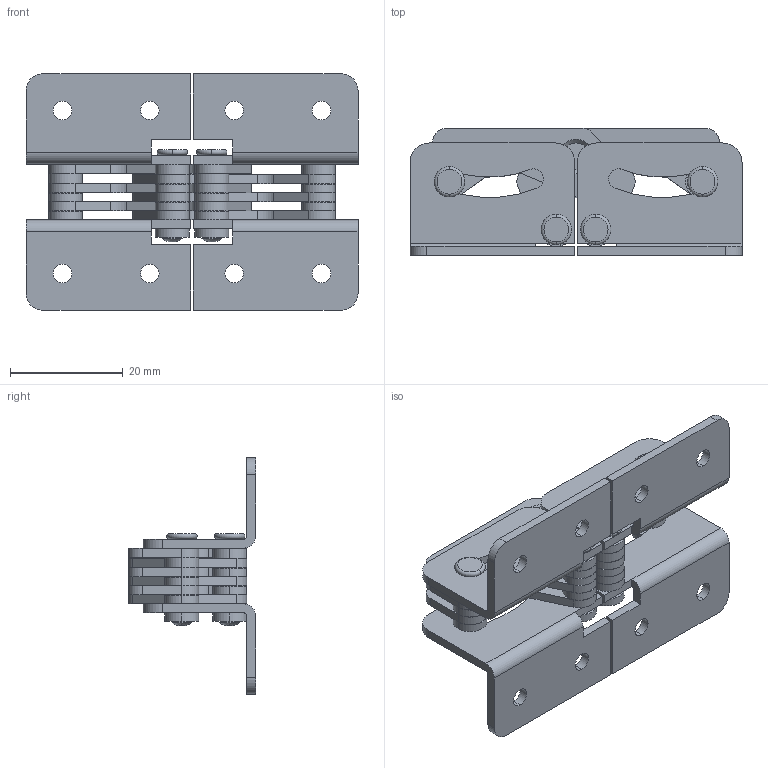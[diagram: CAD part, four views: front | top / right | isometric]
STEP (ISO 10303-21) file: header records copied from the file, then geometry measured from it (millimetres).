
FILE_DESCRIPTION (( 'STEP AP203' ), '1' );
FILE_NAME ('B-10-1.STEP', '2008-09-18T13:21:51', ( ' ' ), ( ' ' ), 'SwSTEP 2.0', 'SolidWorks 2007', '' );
FILE_SCHEMA (( 'CONFIG_CONTROL_DESIGN' ));
Length unit declared in the file: millimetre
Products named in the file (8): B-10-1僽儔働僢僩A_棉太倌; B-10-1斅_棉太倌; B-10-1; B-10-1僽儔働僢僩B_棉太倌; B-10-1僇儔乕B_棉太倌; B-10-1僇儔乕A_棉太倌; B-10-1僺儞B_棉太倌; B-10-1僺儞_棉太倌
Assembly tree (31 placements, depth 2):
  B-10-1
    B-10-1僇儔乕A_棉太倌  x12
    B-10-1僽儔働僢僩A_棉太倌  x2
    B-10-1斅_棉太倌  x6
    B-10-1僺儞B_棉太倌
    B-10-1僇儔乕B_棉太倌  x4
    B-10-1僺儞_棉太倌  x4
    B-10-1僽儔働僢僩B_棉太倌  x2
Bounding box: 59 x 22.6 x 42 mm (x, y, z)
Volume: 10176.5 mm3; surface area: 16342.6 mm2
Topology: 31 solids, 31 shells, 412 faces, 1012 edges, 662 vertices
Faces by surface type: cylinder 224, plane 148, cone 24, torus 8, sphere 8
Entity records: 5107 total; most frequent: DIRECTION 717, CARTESIAN_POINT 616, ORIENTED_EDGE 566, AXIS2_PLACEMENT_3D 286, EDGE_CURVE 283, VERTEX_POINT 185, VECTOR 145, LINE 145
